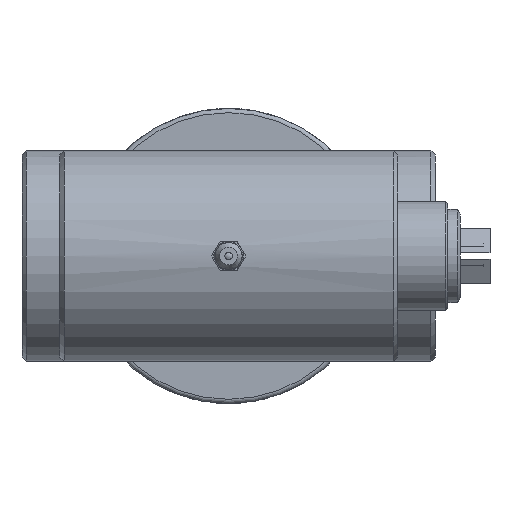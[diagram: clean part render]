
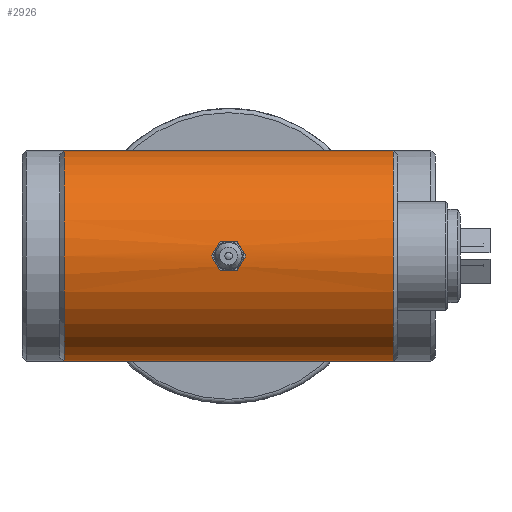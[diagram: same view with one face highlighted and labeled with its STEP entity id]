
A CAD part, left-side view. The second image highlights one B-rep face of the part: STEP entity #2926.
In plain terms, the highlighted cylindrical face has radius 25 mm (diameter 50 mm), a full revolution.
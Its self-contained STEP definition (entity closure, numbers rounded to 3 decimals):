
#98 = CARTESIAN_POINT ( 'NONE',  ( -49.894, -0.621, -2.303 ) ) ;
#141 = CARTESIAN_POINT ( 'NONE',  ( -49.989, -2.244, -0.763 ) ) ;
#259 = CARTESIAN_POINT ( 'NONE',  ( -49.888, -0.154, 2.365 ) ) ;
#306 = CARTESIAN_POINT ( 'NONE',  ( -49.994, -2.302, 0.623 ) ) ;
#394 = EDGE_LOOP ( 'NONE', ( #5708 ) ) ;
#432 = CARTESIAN_POINT ( 'NONE',  ( -49.972, -2.051, 1.188 ) ) ;
#757 = CARTESIAN_POINT ( 'NONE',  ( -49.999, 2.35, 0.307 ) ) ;
#840 = CARTESIAN_POINT ( 'NONE',  ( -49.916, -1.183, 2.054 ) ) ;
#876 = CARTESIAN_POINT ( 'NONE',  ( -49.999, -2.35, -0.31 ) ) ;
#899 = EDGE_CURVE ( 'NONE', #7646, #7646, #7698, .T. ) ;
#943 = DIRECTION ( 'NONE',  ( 0., -1., 0. ) ) ;
#1011 = CARTESIAN_POINT ( 'NONE',  ( -50., -2.365, 0. ) ) ;
#1349 = AXIS2_PLACEMENT_3D ( 'NONE', #5583, #943, #1627 ) ;
#1391 = CARTESIAN_POINT ( 'NONE',  ( -49.916, 1.187, 2.052 ) ) ;
#1432 = CARTESIAN_POINT ( 'NONE',  ( -49.978, -2.125, -1.049 ) ) ;
#1562 = CARTESIAN_POINT ( 'NONE',  ( -49.993, -2.29, -0.612 ) ) ;
#1627 = DIRECTION ( 'NONE',  ( 1., 0., 0. ) ) ;
#1712 = FACE_OUTER_BOUND ( 'NONE', #5592, .T. ) ;
#2027 = CARTESIAN_POINT ( 'NONE',  ( -50., 2.365, 0.154 ) ) ;
#2072 = CARTESIAN_POINT ( 'NONE',  ( -49.888, 0.158, 2.365 ) ) ;
#2105 = CARTESIAN_POINT ( 'NONE',  ( -49.959, 1.892, 1.452 ) ) ;
#2146 = CARTESIAN_POINT ( 'NONE',  ( -49.929, -1.44, 1.882 ) ) ;
#2336 = VERTEX_POINT ( 'NONE', #4172 ) ;
#2425 = CIRCLE ( 'NONE', #7199, 25. ) ;
#2674 = CARTESIAN_POINT ( 'NONE',  ( -49.993, 2.289, -0.615 ) ) ;
#2714 = CARTESIAN_POINT ( 'NONE',  ( -49.888, -0.31, -2.365 ) ) ;
#2758 = CARTESIAN_POINT ( 'NONE',  ( -49.937, 1.561, -1.783 ) ) ;
#2798 = CARTESIAN_POINT ( 'NONE',  ( -49.989, 2.244, -0.763 ) ) ;
#2810 = CARTESIAN_POINT ( 'NONE',  ( 0., -39., 0. ) ) ;
#2841 = CARTESIAN_POINT ( 'NONE',  ( -49.915, -1.19, -2.067 ) ) ;
#2926 = ADVANCED_FACE ( 'NONE', ( #5532, #1712, #4180 ), #3455, .T. ) ;
#3160 = CARTESIAN_POINT ( 'NONE',  ( 0., 39., 0. ) ) ;
#3328 = CARTESIAN_POINT ( 'NONE',  ( -25., -39., 0. ) ) ;
#3349 = CARTESIAN_POINT ( 'NONE',  ( -49.91, 1.051, 2.124 ) ) ;
#3391 = CARTESIAN_POINT ( 'NONE',  ( -50., -2.365, 0. ) ) ;
#3435 = CARTESIAN_POINT ( 'NONE',  ( -50., -2.365, -0.156 ) ) ;
#3455 = CYLINDRICAL_SURFACE ( 'NONE', #1349, 25. ) ;
#3474 = CARTESIAN_POINT ( 'NONE',  ( -49.929, 1.442, -1.881 ) ) ;
#3530 = DIRECTION ( 'NONE',  ( 0., -1., 0. ) ) ;
#4000 = CARTESIAN_POINT ( 'NONE',  ( -49.951, 1.782, -1.563 ) ) ;
#4019 = AXIS2_PLACEMENT_3D ( 'NONE', #4043, #3530, #6652 ) ;
#4043 = CARTESIAN_POINT ( 'NONE',  ( -25., 39., 0. ) ) ;
#4073 = CARTESIAN_POINT ( 'NONE',  ( -49.959, 1.88, -1.443 ) ) ;
#4124 = CARTESIAN_POINT ( 'NONE',  ( -49.959, -1.881, -1.442 ) ) ;
#4161 = CARTESIAN_POINT ( 'NONE',  ( -49.978, 2.125, -1.049 ) ) ;
#4172 = CARTESIAN_POINT ( 'NONE',  ( -50., -2.365, 0. ) ) ;
#4180 = FACE_BOUND ( 'NONE', #4392, .T. ) ;
#4321 = CARTESIAN_POINT ( 'NONE',  ( -50., -2.365, 0.313 ) ) ;
#4392 = EDGE_LOOP ( 'NONE', ( #5311 ) ) ;
#4636 = CARTESIAN_POINT ( 'NONE',  ( -49.973, 2.068, 1.189 ) ) ;
#4660 = DIRECTION ( 'NONE',  ( 0., -1., 0. ) ) ;
#4681 = CARTESIAN_POINT ( 'NONE',  ( -49.889, -0.308, 2.35 ) ) ;
#4716 = CARTESIAN_POINT ( 'NONE',  ( -49.895, -0.61, 2.29 ) ) ;
#4803 = CARTESIAN_POINT ( 'NONE',  ( -49.889, 0.31, -2.35 ) ) ;
#4896 = EDGE_CURVE ( 'NONE', #8083, #8083, #2425, .T. ) ;
#5220 = EDGE_CURVE ( 'NONE', #2336, #2336, #7279, .T. ) ;
#5266 = CARTESIAN_POINT ( 'NONE',  ( -49.999, 2.349, -0.312 ) ) ;
#5305 = CARTESIAN_POINT ( 'NONE',  ( -49.916, 1.185, -2.052 ) ) ;
#5311 = ORIENTED_EDGE ( 'NONE', *, *, #5220, .T. ) ;
#5347 = CARTESIAN_POINT ( 'NONE',  ( -49.909, 1.047, -2.126 ) ) ;
#5432 = CARTESIAN_POINT ( 'NONE',  ( -49.972, -2.053, -1.185 ) ) ;
#5476 = CARTESIAN_POINT ( 'NONE',  ( -49.978, -2.125, 1.05 ) ) ;
#5532 = FACE_OUTER_BOUND ( 'NONE', #394, .T. ) ;
#5555 = CARTESIAN_POINT ( 'NONE',  ( -49.958, -1.878, 1.446 ) ) ;
#5583 = CARTESIAN_POINT ( 'NONE',  ( -25., -45., 0. ) ) ;
#5592 = EDGE_LOOP ( 'NONE', ( #6999 ) ) ;
#5708 = ORIENTED_EDGE ( 'NONE', *, *, #899, .T. ) ;
#5909 = CARTESIAN_POINT ( 'NONE',  ( -49.972, 2.051, -1.187 ) ) ;
#5993 = CARTESIAN_POINT ( 'NONE',  ( -49.929, -1.454, -1.891 ) ) ;
#6033 = CARTESIAN_POINT ( 'NONE',  ( -49.895, 0.614, 2.289 ) ) ;
#6076 = CARTESIAN_POINT ( 'NONE',  ( -49.899, 0.765, 2.243 ) ) ;
#6599 = CARTESIAN_POINT ( 'NONE',  ( -49.929, 1.443, 1.88 ) ) ;
#6642 = CARTESIAN_POINT ( 'NONE',  ( -49.899, 0.761, -2.245 ) ) ;
#6652 = DIRECTION ( 'NONE',  ( 1., 0., 0. ) ) ;
#6683 = CARTESIAN_POINT ( 'NONE',  ( -49.909, -1.047, 2.126 ) ) ;
#6767 = CARTESIAN_POINT ( 'NONE',  ( -49.888, 0.153, -2.365 ) ) ;
#6999 = ORIENTED_EDGE ( 'NONE', *, *, #4896, .F. ) ;
#7138 = DIRECTION ( 'NONE',  ( 1., 0., 0. ) ) ;
#7199 = AXIS2_PLACEMENT_3D ( 'NONE', #3328, #4660, #7138 ) ;
#7242 = CARTESIAN_POINT ( 'NONE',  ( -49.937, 1.565, 1.78 ) ) ;
#7278 = CARTESIAN_POINT ( 'NONE',  ( -49.951, -1.781, -1.563 ) ) ;
#7279 = B_SPLINE_CURVE_WITH_KNOTS ( 'NONE', 3,
 ( #3391, #3435, #876, #1562, #141, #1432, #5432, #4124, #7278, #5993, #2841, #98, #2714, #6767, #4803, #7406, #6642, #5347, #5305, #3474, #2758, #4000, #4073, #5909, #4161, #2798, #2674, #5266, #7862, #2027, #757, #8023, #7944, #4636, #2105, #7242, #6599, #1391, #3349, #6076, #6033, #7913, #2072, #259, #4681, #4716, #7321, #6683, #840, #2146, #7984, #7363, #5555, #432, #5476, #306, #4321, #1011 ),
 .UNSPECIFIED., .T., .F.,
 ( 4, 2, 2, 2, 2, 2, 2, 2, 2, 2, 2, 2, 2, 2, 2, 2, 2, 2, 2, 2, 2, 2, 2, 2, 2, 2, 2, 2, 4 ),
 ( 0., 0., 0.001, 0.001, 0.002, 0.003, 0.004, 0.004, 0.005, 0.005, 0.006, 0.006, 0.006, 0.007, 0.007, 0.008, 0.008, 0.009, 0.01, 0.01, 0.011, 0.011, 0.012, 0.012, 0.012, 0.013, 0.013, 0.014, 0.015 ),
 .UNSPECIFIED. ) ;
#7321 = CARTESIAN_POINT ( 'NONE',  ( -49.899, -0.761, 2.245 ) ) ;
#7363 = CARTESIAN_POINT ( 'NONE',  ( -49.951, -1.78, 1.565 ) ) ;
#7406 = CARTESIAN_POINT ( 'NONE',  ( -49.895, 0.613, -2.289 ) ) ;
#7646 = VERTEX_POINT ( 'NONE', #3160 ) ;
#7698 = CIRCLE ( 'NONE', #4019, 25. ) ;
#7862 = CARTESIAN_POINT ( 'NONE',  ( -50., 2.365, -0.155 ) ) ;
#7913 = CARTESIAN_POINT ( 'NONE',  ( -49.889, 0.312, 2.349 ) ) ;
#7944 = CARTESIAN_POINT ( 'NONE',  ( -49.989, 2.244, 0.762 ) ) ;
#7984 = CARTESIAN_POINT ( 'NONE',  ( -49.937, -1.562, 1.783 ) ) ;
#8023 = CARTESIAN_POINT ( 'NONE',  ( -49.993, 2.29, 0.612 ) ) ;
#8083 = VERTEX_POINT ( 'NONE', #2810 ) ;
